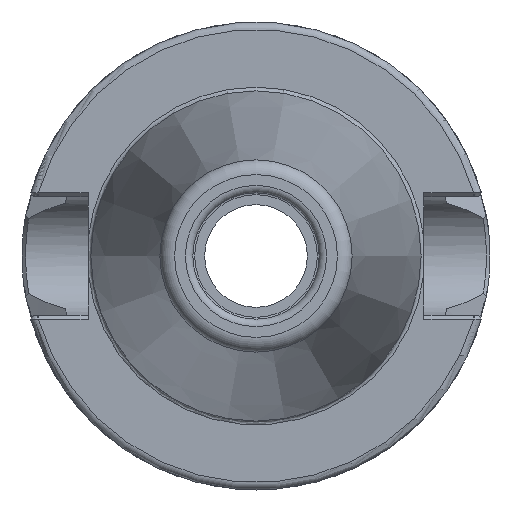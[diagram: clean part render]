
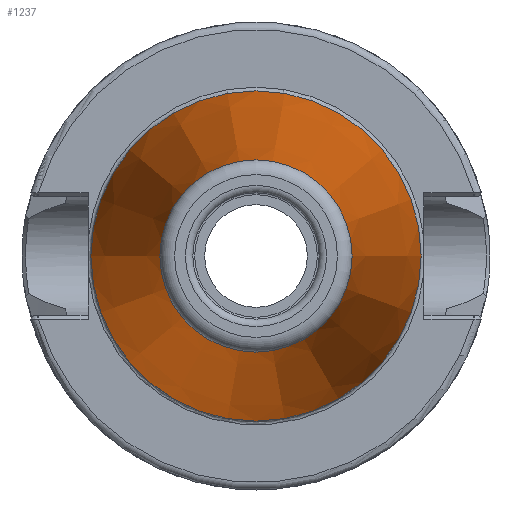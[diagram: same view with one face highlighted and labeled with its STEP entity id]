
A CAD part, left-side view. The second image highlights one B-rep face of the part: STEP entity #1237.
In plain terms, the highlighted conical face has half-angle 8.297 degrees and reference radius 17.581 mm.
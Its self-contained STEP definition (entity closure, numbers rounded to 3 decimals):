
#135=CIRCLE('',#1381,12.937);
#136=CIRCLE('',#1382,12.937);
#137=CIRCLE('',#1383,12.937);
#139=CIRCLE('',#1386,22.225);
#140=CIRCLE('',#1387,22.225);
#155=CONICAL_SURFACE('',#1385,17.581,0.145);
#225=FACE_OUTER_BOUND('',#297,.T.);
#297=EDGE_LOOP('',(#1117,#1118,#1119,#1120,#1121,#1122,#1123));
#362=LINE('',#2769,#421);
#421=VECTOR('',#1709,17.581);
#583=VERTEX_POINT('',#2757);
#584=VERTEX_POINT('',#2758);
#585=VERTEX_POINT('',#2760);
#586=VERTEX_POINT('',#2765);
#587=VERTEX_POINT('',#2766);
#767=EDGE_CURVE('',#583,#584,#135,.T.);
#768=EDGE_CURVE('',#585,#583,#136,.T.);
#769=EDGE_CURVE('',#584,#585,#137,.T.);
#771=EDGE_CURVE('',#586,#587,#139,.T.);
#772=EDGE_CURVE('',#587,#586,#140,.T.);
#773=EDGE_CURVE('',#587,#585,#362,.T.);
#1117=ORIENTED_EDGE('',*,*,#771,.F.);
#1118=ORIENTED_EDGE('',*,*,#772,.F.);
#1119=ORIENTED_EDGE('',*,*,#773,.T.);
#1120=ORIENTED_EDGE('',*,*,#768,.T.);
#1121=ORIENTED_EDGE('',*,*,#767,.T.);
#1122=ORIENTED_EDGE('',*,*,#769,.T.);
#1123=ORIENTED_EDGE('',*,*,#773,.F.);
#1237=ADVANCED_FACE('',(#225),#155,.T.);
#1381=AXIS2_PLACEMENT_3D('',#2759,#1695,#1696);
#1382=AXIS2_PLACEMENT_3D('',#2761,#1697,#1698);
#1383=AXIS2_PLACEMENT_3D('',#2762,#1699,#1700);
#1385=AXIS2_PLACEMENT_3D('',#2764,#1703,#1704);
#1386=AXIS2_PLACEMENT_3D('',#2767,#1705,#1706);
#1387=AXIS2_PLACEMENT_3D('',#2768,#1707,#1708);
#1695=DIRECTION('center_axis',(1.,0.,0.));
#1696=DIRECTION('ref_axis',(0.,0.,-1.));
#1697=DIRECTION('center_axis',(1.,0.,0.));
#1698=DIRECTION('ref_axis',(0.,0.,-1.));
#1699=DIRECTION('center_axis',(1.,0.,0.));
#1700=DIRECTION('ref_axis',(0.,0.,-1.));
#1703=DIRECTION('center_axis',(1.,0.,0.));
#1704=DIRECTION('ref_axis',(0.,1.,0.));
#1705=DIRECTION('center_axis',(1.,0.,0.));
#1706=DIRECTION('ref_axis',(0.,0.,-1.));
#1707=DIRECTION('center_axis',(1.,0.,0.));
#1708=DIRECTION('ref_axis',(0.,0.,-1.));
#1709=DIRECTION('',(-0.99,0.144,0.));
#2757=CARTESIAN_POINT('',(-63.689,12.937,0.));
#2758=CARTESIAN_POINT('',(-63.689,0.,12.937));
#2759=CARTESIAN_POINT('Origin',(-63.689,0.,
0.));
#2760=CARTESIAN_POINT('',(-63.689,-12.937,0.));
#2761=CARTESIAN_POINT('Origin',(-63.689,0.,
0.));
#2762=CARTESIAN_POINT('Origin',(-63.689,0.,
0.));
#2764=CARTESIAN_POINT('Origin',(-31.844,0.,
0.));
#2765=CARTESIAN_POINT('',(0.,22.225,0.));
#2766=CARTESIAN_POINT('',(0.,-22.225,0.));
#2767=CARTESIAN_POINT('Origin',(0.,0.,
0.));
#2768=CARTESIAN_POINT('Origin',(0.,0.,
0.));
#2769=CARTESIAN_POINT('',(-31.844,-17.581,0.));
